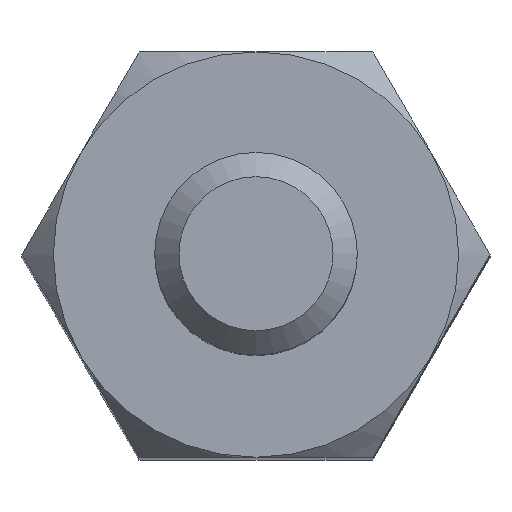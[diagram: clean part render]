
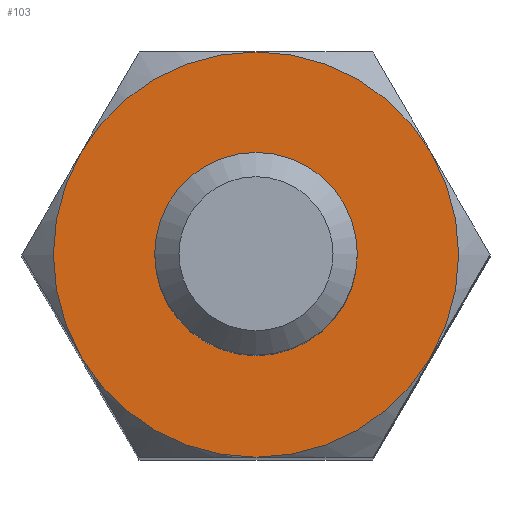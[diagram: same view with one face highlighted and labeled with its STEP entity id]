
A CAD part, top view. The second image highlights one B-rep face of the part: STEP entity #103.
In plain terms, the highlighted planar face has unit normal (0, 0, 1).
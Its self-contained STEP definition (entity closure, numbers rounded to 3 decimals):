
#103 = ADVANCED_FACE( '', ( #216, #217 ), #218, .T. );
#216 = FACE_BOUND( '', #328, .T. );
#217 = FACE_OUTER_BOUND( '', #329, .T. );
#218 = PLANE( '', #330 );
#328 = EDGE_LOOP( '', ( #525 ) );
#329 = EDGE_LOOP( '', ( #526, #527, #528, #529, #530, #531 ) );
#330 = AXIS2_PLACEMENT_3D( '', #532, #533, #534 );
#525 = ORIENTED_EDGE( '', *, *, #641, .T. );
#526 = ORIENTED_EDGE( '', *, *, #631, .F. );
#527 = ORIENTED_EDGE( '', *, *, #613, .F. );
#528 = ORIENTED_EDGE( '', *, *, #634, .F. );
#529 = ORIENTED_EDGE( '', *, *, #592, .T. );
#530 = ORIENTED_EDGE( '', *, *, #651, .F. );
#531 = ORIENTED_EDGE( '', *, *, #654, .F. );
#532 = CARTESIAN_POINT( '', ( 0., 0., 20. ) );
#533 = DIRECTION( '', ( 0., 0., 1. ) );
#534 = DIRECTION( '', ( 1., 0., 0. ) );
#592 = EDGE_CURVE( '', #683, #684, #685, .T. );
#613 = EDGE_CURVE( '', #713, #716, #717, .F. );
#631 = EDGE_CURVE( '', #716, #743, #744, .F. );
#634 = EDGE_CURVE( '', #683, #713, #747, .F. );
#641 = EDGE_CURVE( '', #755, #755, #756, .F. );
#651 = EDGE_CURVE( '', #767, #684, #768, .F. );
#654 = EDGE_CURVE( '', #743, #767, #771, .F. );
#683 = VERTEX_POINT( '', #814 );
#684 = VERTEX_POINT( '', #815 );
#685 = CIRCLE( '', #816, 2.5 );
#713 = VERTEX_POINT( '', #878 );
#716 = VERTEX_POINT( '', #886 );
#717 = CIRCLE( '', #887, 2.5 );
#743 = VERTEX_POINT( '', #946 );
#744 = CIRCLE( '', #947, 2.5 );
#747 = CIRCLE( '', #955, 2.5 );
#755 = VERTEX_POINT( '', #983 );
#756 = CIRCLE( '', #984, 1.1 );
#767 = VERTEX_POINT( '', #997 );
#768 = CIRCLE( '', #998, 2.5 );
#771 = CIRCLE( '', #1006, 2.5 );
#814 = CARTESIAN_POINT( '', ( 0., 2.5, 20. ) );
#815 = CARTESIAN_POINT( '', ( -2.165, 1.25, 20. ) );
#816 = AXIS2_PLACEMENT_3D( '', #1067, #1068, #1069 );
#878 = CARTESIAN_POINT( '', ( 2.165, 1.25, 20. ) );
#886 = CARTESIAN_POINT( '', ( 2.165, -1.25, 20. ) );
#887 = AXIS2_PLACEMENT_3D( '', #1088, #1089, #1090 );
#946 = CARTESIAN_POINT( '', ( 0., -2.5, 20. ) );
#947 = AXIS2_PLACEMENT_3D( '', #1108, #1109, #1110 );
#955 = AXIS2_PLACEMENT_3D( '', #1111, #1112, #1113 );
#983 = CARTESIAN_POINT( '', ( 1.1, 0., 20. ) );
#984 = AXIS2_PLACEMENT_3D( '', #1115, #1116, #1117 );
#997 = CARTESIAN_POINT( '', ( -2.165, -1.25, 20. ) );
#998 = AXIS2_PLACEMENT_3D( '', #1123, #1124, #1125 );
#1006 = AXIS2_PLACEMENT_3D( '', #1126, #1127, #1128 );
#1067 = CARTESIAN_POINT( '', ( 0., 0., 20. ) );
#1068 = DIRECTION( '', ( 0., 0., 1. ) );
#1069 = DIRECTION( '', ( 1., 0., 0. ) );
#1088 = CARTESIAN_POINT( '', ( 0., 0., 20. ) );
#1089 = DIRECTION( '', ( 0., 0., 1. ) );
#1090 = DIRECTION( '', ( 1., 0., 0. ) );
#1108 = CARTESIAN_POINT( '', ( 0., 0., 20. ) );
#1109 = DIRECTION( '', ( 0., 0., 1. ) );
#1110 = DIRECTION( '', ( 1., 0., 0. ) );
#1111 = CARTESIAN_POINT( '', ( 0., 0., 20. ) );
#1112 = DIRECTION( '', ( 0., 0., 1. ) );
#1113 = DIRECTION( '', ( 1., 0., 0. ) );
#1115 = CARTESIAN_POINT( '', ( 0., 0., 20. ) );
#1116 = DIRECTION( '', ( 0., 0., 1. ) );
#1117 = DIRECTION( '', ( 1., 0., 0. ) );
#1123 = CARTESIAN_POINT( '', ( 0., 0., 20. ) );
#1124 = DIRECTION( '', ( 0., 0., 1. ) );
#1125 = DIRECTION( '', ( 1., 0., 0. ) );
#1126 = CARTESIAN_POINT( '', ( 0., 0., 20. ) );
#1127 = DIRECTION( '', ( 0., 0., 1. ) );
#1128 = DIRECTION( '', ( 1., 0., 0. ) );
